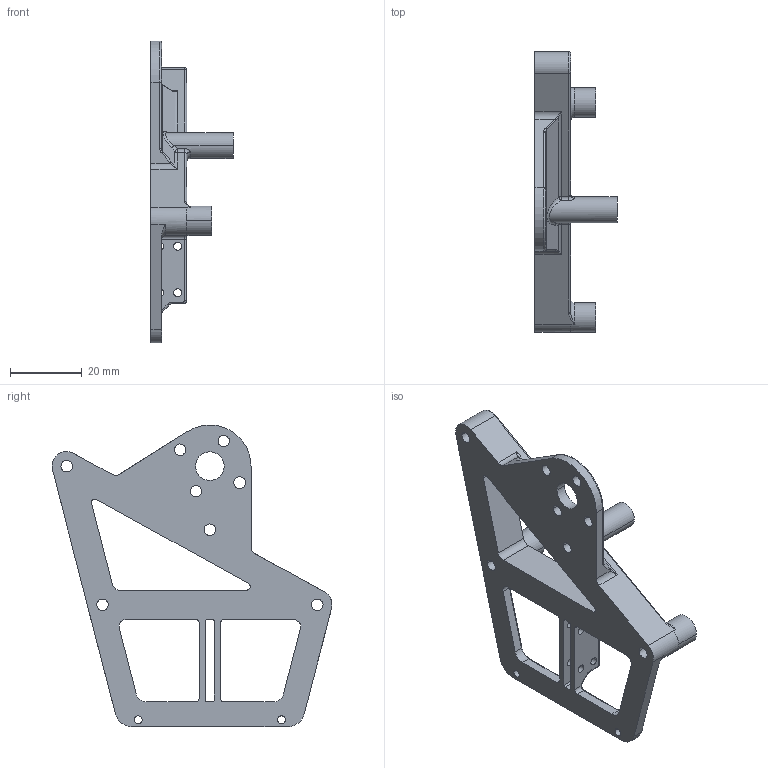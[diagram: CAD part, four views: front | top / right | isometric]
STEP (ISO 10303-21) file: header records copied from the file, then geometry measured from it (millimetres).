
FILE_DESCRIPTION(('CATIA V5 STEP Exchange'),'2;1');
FILE_NAME('Mail Holder 1.stp','2024-11-23T09:35:29+00:00',('none'),('none'),'CATIA Version 5 Release 20 GA (IN-10)','CATIA V5 STEP AP203','none');
FILE_SCHEMA(('CONFIG_CONTROL_DESIGN'));
Length unit declared in the file: millimetre
Products named in the file (1): Ornithopter
Bounding box: 23 x 78.19 x 84.3 mm (x, y, z)
Volume: 20053.5 mm3; surface area: 11692.5 mm2
Topology: 1 solids, 1 shells, 176 faces, 475 edges, 288 vertices
Faces by surface type: cylinder 98, plane 34, torus 23, bspline 19, sphere 2
Entity records: 6168 total; most frequent: CARTESIAN_POINT 2048, ORIENTED_EDGE 930, DIRECTION 645, EDGE_CURVE 465, AXIS2_PLACEMENT_3D 333, VERTEX_POINT 288, EDGE_LOOP 219, CIRCLE 212
